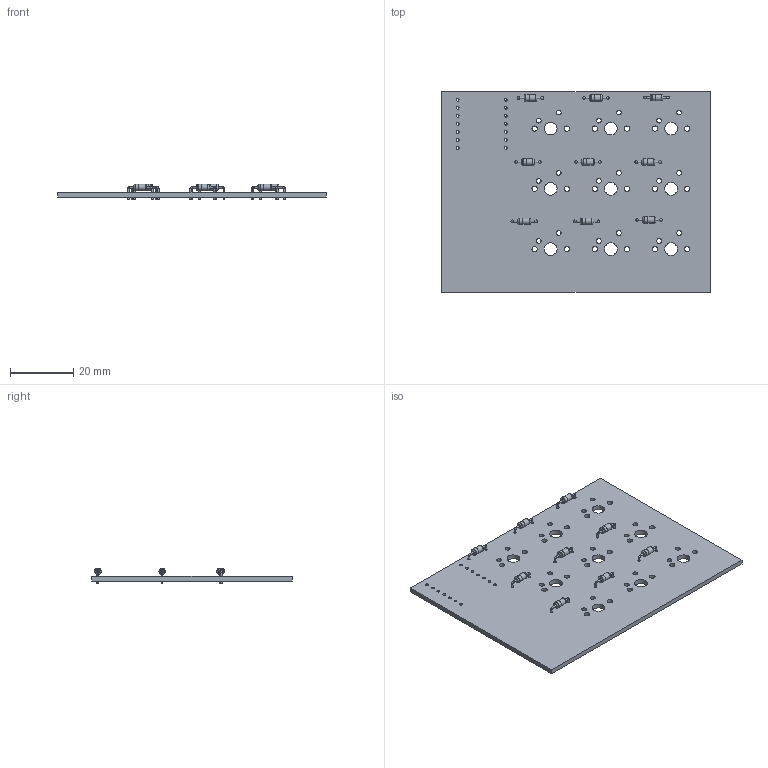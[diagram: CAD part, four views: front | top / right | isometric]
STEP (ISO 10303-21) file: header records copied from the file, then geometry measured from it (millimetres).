
FILE_DESCRIPTION(('KiCad electronic assembly'),'2;1');
FILE_NAME('codeer.step','2026-02-08T19:45:32',('Pcbnew'),('Kicad'), 'Open CASCADE STEP processor 7.9','KiCad to STEP converter','Unknown' );
FILE_SCHEMA(('AUTOMOTIVE_DESIGN { 1 0 10303 214 1 1 1 1 }'));
Length unit declared in the file: millimetre
Products named in the file (3): codeer 1; D_DO-35_SOD27_P7.62mm_Horizontal; codeer_PCB
Assembly tree (10 placements, depth 2):
  codeer 1
    D_DO-35_SOD27_P7.62mm_Horizontal  x9
    codeer_PCB
Bounding box: 85.09 x 63.5 x 5.01 mm (x, y, z)
Volume: 7988.5 mm3; surface area: 11901.6 mm2
Topology: 19 solids, 19 shells, 227 faces, 459 edges, 288 vertices
Faces by surface type: cylinder 131, plane 60, torus 36
Full cylindrical faces by diameter (mm): 0.5 x27, 0.8 x18, 0.889 x14, 1.5 x18, 1.7 x18, 2 x18, 2.02 x9, 4 x9
Entity records: 3744 total; most frequent: DIRECTION 659, CARTESIAN_POINT 553, ORIENTED_EDGE 534, AXIS2_PLACEMENT_3D 282, EDGE_CURVE 267, FACE_BOUND 255, EDGE_LOOP 255, VERTEX_POINT 176
